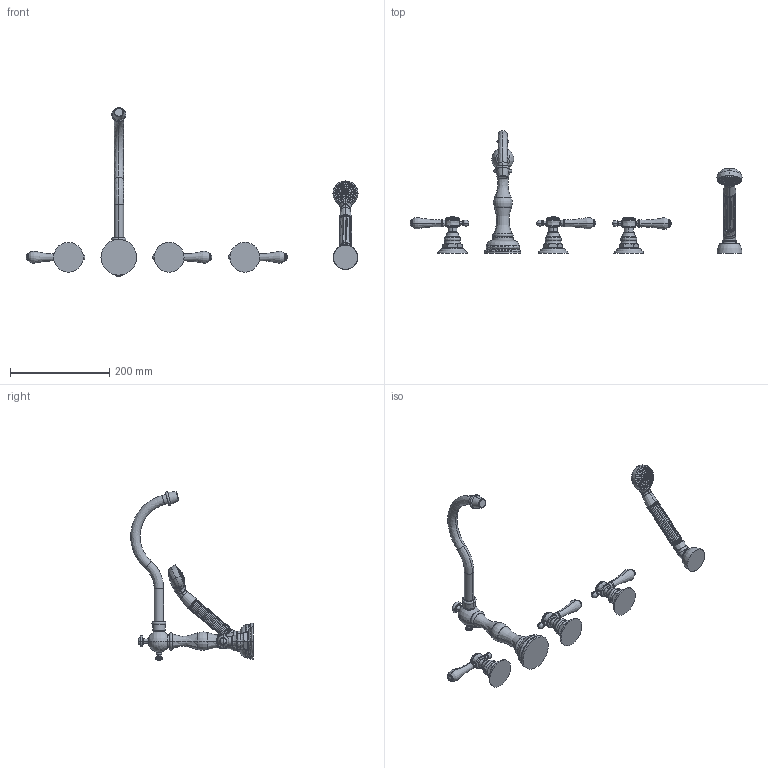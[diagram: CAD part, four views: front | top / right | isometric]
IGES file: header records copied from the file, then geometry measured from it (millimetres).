
Start section:  PTC IGES file: 3-1037.igs
Global section: file name: 3-1037.igs; native system: Creo Parametric by PTC Inc.; preprocessor: 2018400; author: jinson.thomas; organization: Unknown; date: 20210317.100446; units: inch
Bounding box: 669.69 x 247.51 x 340.23 mm (x, y, z)
Volume: 730937.6 mm3; surface area: 133468.2 mm2
Topology: 6 solids, 6 shells, 1002 faces, 2358 edges, 1436 vertices
Faces by surface type: revolution 630, bspline 364, extrusion 8
